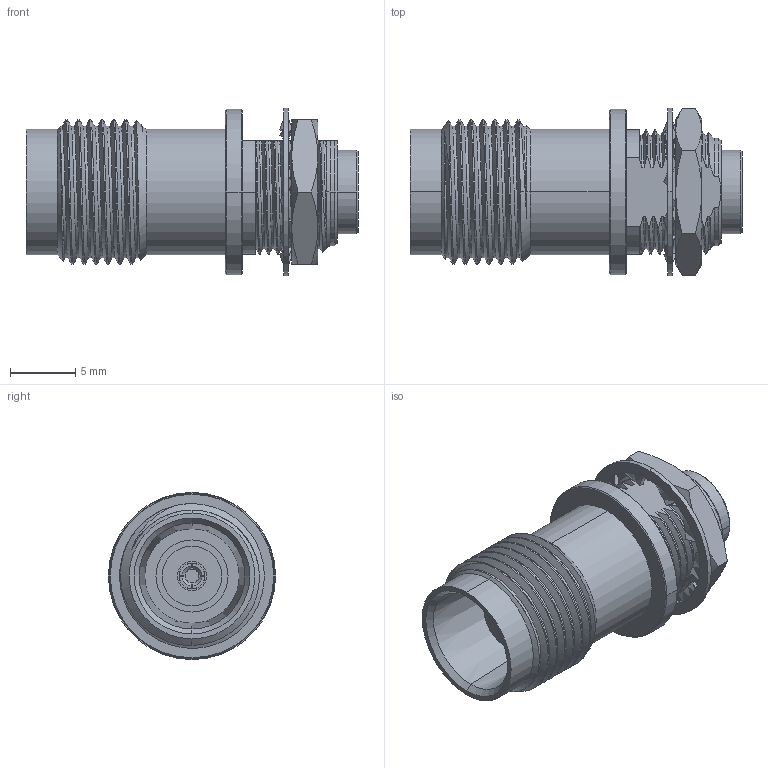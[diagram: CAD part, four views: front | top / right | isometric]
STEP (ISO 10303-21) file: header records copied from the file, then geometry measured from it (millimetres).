
FILE_DESCRIPTION (( 'STEP AP203' ), '1' );
FILE_NAME ('PE91073.step', '2019-06-10T14:01:07', ( '' ), ( '' ), 'SwSTEP 2.0', 'SolidWorks 2018', '' );
FILE_SCHEMA (( 'CONFIG_CONTROL_DESIGN' ));
Length unit declared in the file: inch
Products named in the file (1): PE91073
Bounding box: 25.5 x 12.84 x 12.84 mm (x, y, z)
Volume: 1569.6 mm3; surface area: 1948.2 mm2
Topology: 2 solids, 2 shells, 264 faces, 751 edges, 496 vertices
Faces by surface type: cylinder 92, bspline 83, cone 47, plane 40, sphere 2
Entity records: 20297 total; most frequent: CARTESIAN_POINT 14331, ORIENTED_EDGE 1494, DIRECTION 908, EDGE_CURVE 747, VERTEX_POINT 494, AXIS2_PLACEMENT_3D 353, EDGE_LOOP 279, ADVANCED_FACE 264
